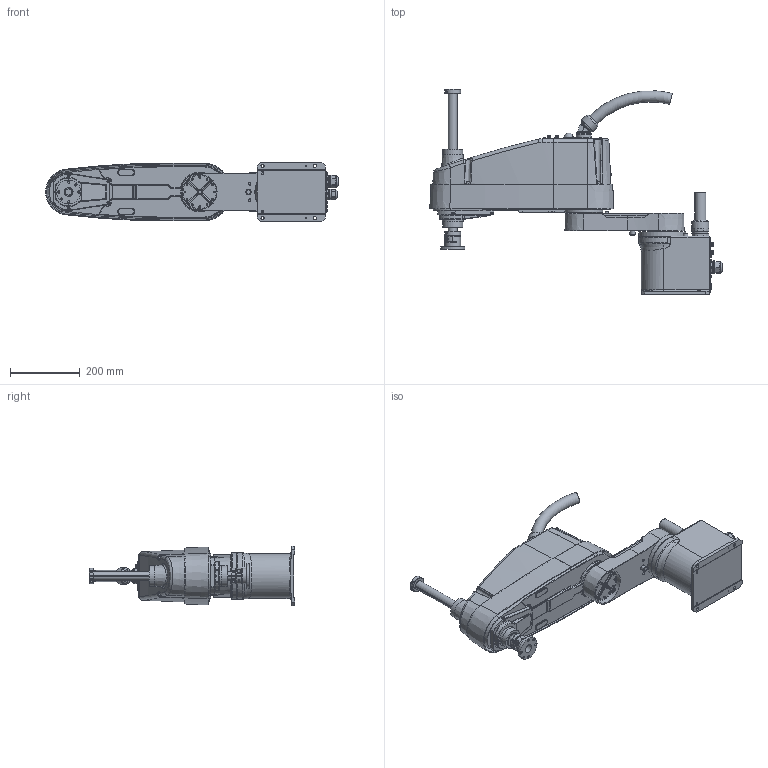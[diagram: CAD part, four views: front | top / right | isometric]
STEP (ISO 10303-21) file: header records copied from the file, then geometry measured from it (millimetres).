
FILE_DESCRIPTION (( 'STEP AP214' ), '1' );
FILE_NAME ('GBT-S10A-600-溘淩耀倰.STEP', '2024-07-16T02:22:30', ( '' ), ( '' ), 'SwSTEP 2.0', 'SolidWorks 2020', '' );
FILE_SCHEMA (( 'AUTOMOTIVE_DESIGN' ));
Length unit declared in the file: millimetre
Products named in the file (5): GBT-S10A-800-300.00_defeature; GBT-S10A-800-100_defeature; GBT-S10A-400.00-2_defeature; GBT-S10A-600-200_defeature; GBT-S10A-600-溘淩耀倰
Assembly tree (4 placements, depth 2):
  GBT-S10A-600-溘淩耀倰
    GBT-S10A-800-100_defeature
    GBT-S10A-600-200_defeature
    GBT-S10A-800-300.00_defeature
    GBT-S10A-400.00-2_defeature
Bounding box: 837.6 x 587 x 169 mm (x, y, z)
Volume: 12655723.7 mm3; surface area: 1311700 mm2
Topology: 4 solids, 5 shells, 1978 faces, 4816 edges, 2997 vertices
Faces by surface type: plane 813, cylinder 544, cone 233, bspline 227, torus 130, sphere 31
Full cylindrical faces by diameter (mm): 3 x16, 3.3 x2, 4 x28, 4.2 x3, 5 x6, 5.5 x28, 5.6 x5, 6 x3, 6.6 x4, 6.8 x7, 7 x18, 7.5 x6, 7.9 x3, 8 x6, 8.5 x3, 8.6 x3, 8.8 x9, 9 x5, 11 x12, 12 x1, 13 x2, 13.379 x1, 14 x2, 16 x2, 18 x3, 20 x1, 22 x1, 25 x1, 25.1 x1, 25.7 x2
Entity records: 86848 total; most frequent: CARTESIAN_POINT 22637, DIRECTION 8694, ORIENTED_EDGE 8540, EDGE_CURVE 4270, AXIS2_PLACEMENT_3D 3503, VERTEX_POINT 2845, EDGE_LOOP 2607, FACE_OUTER_BOUND 2262
